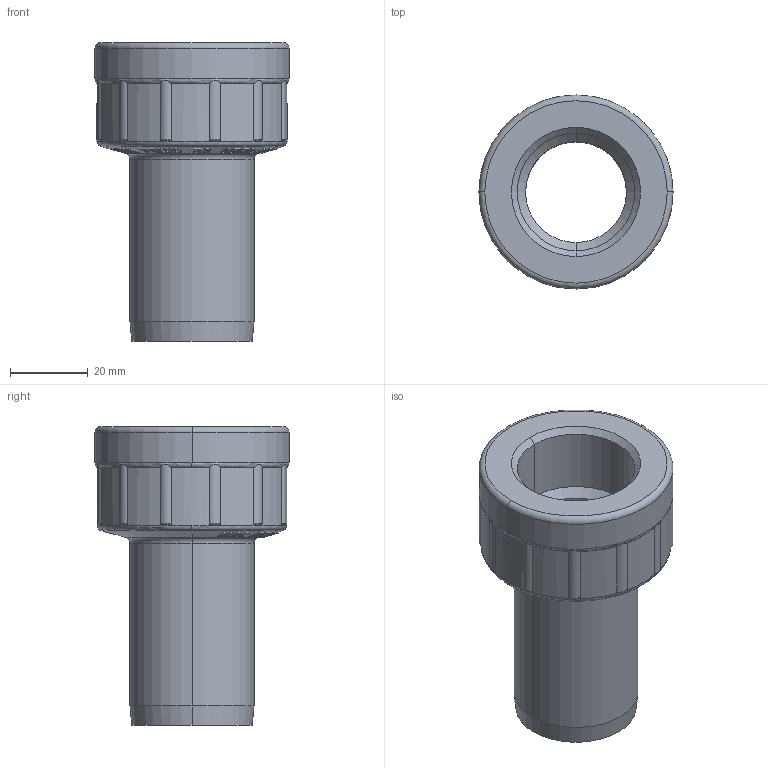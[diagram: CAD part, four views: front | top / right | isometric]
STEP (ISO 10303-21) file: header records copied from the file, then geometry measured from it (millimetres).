
FILE_DESCRIPTION((''),'2;1');
FILE_NAME('F2180320100_ASM','2017-04-18T',('Stefano'),(''),'PRO/ENGINEER BY PARAMETRIC TECHNOLOGY CORPORATION, 2012130','PRO/ENGINEER BY PARAMETRIC TECHNOLOGY CORPORATION, 2012130','');
FILE_SCHEMA(('CONFIG_CONTROL_DESIGN'));
Products named in the file (2): C050200013_AF0; F2180320100_ASM
Assembly tree (1 placements, depth 2):
  F2180320100_ASM
    C050200013_AF0
Bounding box: 50 x 50 x 77 mm (x, y, z)
Volume: 47928.7 mm3; surface area: 18074.8 mm2
Topology: 1 solids, 1 shells, 1109 faces, 3120 edges, 2063 vertices
Faces by surface type: plane 765, bspline 257, cylinder 41, cone 26, torus 20
Entity records: 45693 total; most frequent: CARTESIAN_POINT 19778, ORIENTED_EDGE 6240, DIRECTION 3889, EDGE_CURVE 3120, VERTEX_POINT 2063, VECTOR 1879, LINE 1879, EDGE_LOOP 1161
